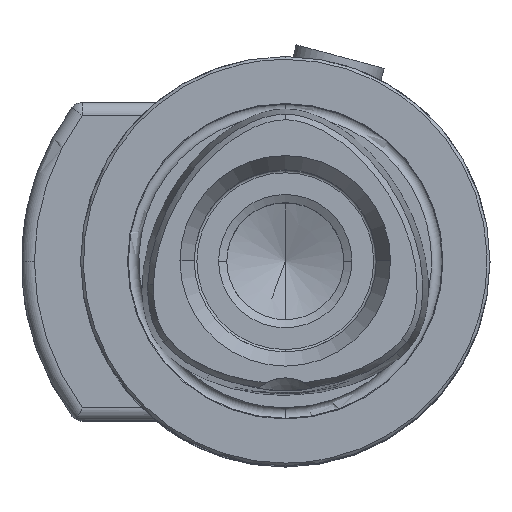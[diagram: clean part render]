
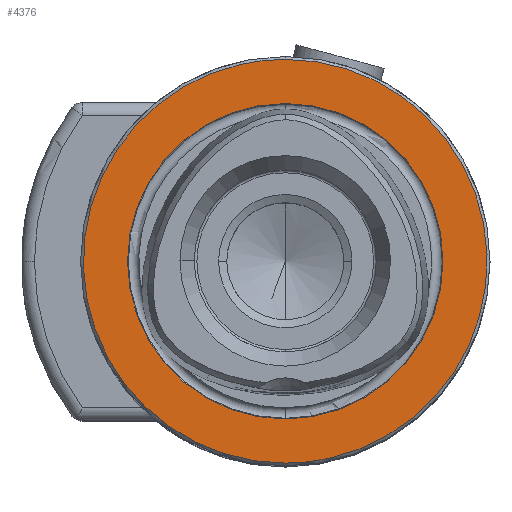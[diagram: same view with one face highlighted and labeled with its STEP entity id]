
A CAD part, top view. The second image highlights one B-rep face of the part: STEP entity #4376.
In plain terms, the highlighted planar face has unit normal (0, 0, 1).
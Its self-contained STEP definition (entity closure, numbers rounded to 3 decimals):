
#4249=AXIS2_PLACEMENT_3D('Circle Axis2P3D',#4247,#4248,$) ;
#4273=AXIS2_PLACEMENT_3D('Circle Axis2P3D',#4271,#4272,$) ;
#4310=AXIS2_PLACEMENT_3D('Plane Axis2P3D',#4307,#4308,#4309) ;
#4244=CARTESIAN_POINT('Vertex',(0.,24.264,0.)) ;
#4247=CARTESIAN_POINT('Axis2P3D Location',(0.,0.,0.)) ;
#4251=CARTESIAN_POINT('Vertex',(0.,-24.264,0.)) ;
#4271=CARTESIAN_POINT('Axis2P3D Location',(0.,0.,0.)) ;
#4307=CARTESIAN_POINT('Axis2P3D Location',(0.,23.45,0.)) ;
#4313=CARTESIAN_POINT('Control Point',(0.,31.06,0.)) ;
#4314=CARTESIAN_POINT('Control Point',(3.003,31.06,0.)) ;
#4315=CARTESIAN_POINT('Control Point',(6.007,30.697,0.)) ;
#4316=CARTESIAN_POINT('Control Point',(8.951,29.971,0.)) ;
#4317=CARTESIAN_POINT('Control Point',(14.607,27.822,0.)) ;
#4318=CARTESIAN_POINT('Control Point',(19.588,24.387,0.)) ;
#4319=CARTESIAN_POINT('Control Point',(21.858,22.375,0.)) ;
#4320=CARTESIAN_POINT('Control Point',(25.866,17.843,0.)) ;
#4321=CARTESIAN_POINT('Control Point',(28.679,12.486,0.)) ;
#4322=CARTESIAN_POINT('Control Point',(29.753,9.65,0.)) ;
#4323=CARTESIAN_POINT('Control Point',(31.196,3.774,0.)) ;
#4324=CARTESIAN_POINT('Control Point',(31.196,-2.276,0.)) ;
#4325=CARTESIAN_POINT('Control Point',(30.829,-5.287,0.)) ;
#4326=CARTESIAN_POINT('Control Point',(29.375,-11.16,0.)) ;
#4327=CARTESIAN_POINT('Control Point',(26.563,-16.517,0.)) ;
#4328=CARTESIAN_POINT('Control Point',(24.838,-19.012,0.)) ;
#4329=CARTESIAN_POINT('Control Point',(20.82,-23.536,0.)) ;
#4330=CARTESIAN_POINT('Control Point',(15.84,-26.972,0.)) ;
#4331=CARTESIAN_POINT('Control Point',(13.153,-28.379,0.)) ;
#4332=CARTESIAN_POINT('Control Point',(8.914,-29.98,0.)) ;
#4333=CARTESIAN_POINT('Control Point',(4.48,-30.79,0.)) ;
#4334=CARTESIAN_POINT('Control Point',(2.992,-30.97,0.)) ;
#4335=CARTESIAN_POINT('Control Point',(1.496,-31.06,0.)) ;
#4336=CARTESIAN_POINT('Control Point',(0.,-31.06,0.)) ;
#4337=CARTESIAN_POINT('Vertex',(0.,31.06,0.)) ;
#4339=CARTESIAN_POINT('Vertex',(0.,-31.06,0.)) ;
#4343=CARTESIAN_POINT('Control Point',(0.,-31.06,0.)) ;
#4344=CARTESIAN_POINT('Control Point',(-3.003,-31.06,0.)) ;
#4345=CARTESIAN_POINT('Control Point',(-6.007,-30.697,0.)) ;
#4346=CARTESIAN_POINT('Control Point',(-8.951,-29.971,0.)) ;
#4347=CARTESIAN_POINT('Control Point',(-14.607,-27.822,0.)) ;
#4348=CARTESIAN_POINT('Control Point',(-19.588,-24.387,0.)) ;
#4349=CARTESIAN_POINT('Control Point',(-21.858,-22.375,0.)) ;
#4350=CARTESIAN_POINT('Control Point',(-25.866,-17.843,0.)) ;
#4351=CARTESIAN_POINT('Control Point',(-28.679,-12.486,0.)) ;
#4352=CARTESIAN_POINT('Control Point',(-29.753,-9.65,0.)) ;
#4353=CARTESIAN_POINT('Control Point',(-31.196,-3.774,0.)) ;
#4354=CARTESIAN_POINT('Control Point',(-31.196,2.276,0.)) ;
#4355=CARTESIAN_POINT('Control Point',(-30.829,5.287,0.)) ;
#4356=CARTESIAN_POINT('Control Point',(-29.375,11.16,0.)) ;
#4357=CARTESIAN_POINT('Control Point',(-26.563,16.517,0.)) ;
#4358=CARTESIAN_POINT('Control Point',(-24.838,19.012,0.)) ;
#4359=CARTESIAN_POINT('Control Point',(-20.82,23.536,0.)) ;
#4360=CARTESIAN_POINT('Control Point',(-15.84,26.972,0.)) ;
#4361=CARTESIAN_POINT('Control Point',(-13.153,28.379,0.)) ;
#4362=CARTESIAN_POINT('Control Point',(-8.914,29.98,0.)) ;
#4363=CARTESIAN_POINT('Control Point',(-4.48,30.79,0.)) ;
#4364=CARTESIAN_POINT('Control Point',(-2.992,30.97,0.)) ;
#4365=CARTESIAN_POINT('Control Point',(-1.496,31.06,0.)) ;
#4366=CARTESIAN_POINT('Control Point',(0.,31.06,0.)) ;
#4248=DIRECTION('Axis2P3D Direction',(-0.,0.,1.)) ;
#4272=DIRECTION('Axis2P3D Direction',(-0.,0.,1.)) ;
#4308=DIRECTION('Axis2P3D Direction',(-0.,0.,1.)) ;
#4309=DIRECTION('Axis2P3D XDirection',(0.,-1.,0.)) ;
#4369=ORIENTED_EDGE('',*,*,#4341,.F.) ;
#4370=ORIENTED_EDGE('',*,*,#4367,.F.) ;
#4373=ORIENTED_EDGE('',*,*,#4253,.T.) ;
#4374=ORIENTED_EDGE('',*,*,#4275,.T.) ;
#4375=FACE_BOUND('',#4372,.T.) ;
#4376=ADVANCED_FACE('NOCUT',(#4371,#4375),#4311,.T.) ;
#4312=B_SPLINE_CURVE_WITH_KNOTS('',5,(#4313,#4314,#4315,#4316,#4317,#4318,#4319,#4320,#4321,#4322,#4323,#4324,#4325,#4326,#4327,#4328,#4329,#4330,#4331,#4332,#4333,#4334,#4335,#4336),.UNSPECIFIED.,.F.,.U.,(6,3,3,3,3,3,3,6),(0.,21.236,42.473,63.709,84.945,106.182,127.418,137.995),.UNSPECIFIED.) ;
#4342=B_SPLINE_CURVE_WITH_KNOTS('',5,(#4343,#4344,#4345,#4346,#4347,#4348,#4349,#4350,#4351,#4352,#4353,#4354,#4355,#4356,#4357,#4358,#4359,#4360,#4361,#4362,#4363,#4364,#4365,#4366),.UNSPECIFIED.,.F.,.U.,(6,3,3,3,3,3,3,6),(0.,21.236,42.473,63.709,84.945,106.182,127.418,137.995),.UNSPECIFIED.) ;
#4250=CIRCLE('generated circle',#4249,24.264) ;
#4274=CIRCLE('generated circle',#4273,24.264) ;
#4253=EDGE_CURVE('',#4252,#4245,#4250,.F.) ;
#4275=EDGE_CURVE('',#4245,#4252,#4274,.F.) ;
#4341=EDGE_CURVE('',#4338,#4340,#4312,.T.) ;
#4367=EDGE_CURVE('',#4340,#4338,#4342,.T.) ;
#4368=EDGE_LOOP('',(#4369,#4370)) ;
#4372=EDGE_LOOP('',(#4373,#4374)) ;
#4371=FACE_OUTER_BOUND('',#4368,.T.) ;
#4311=PLANE('',#4310) ;
#4245=VERTEX_POINT('',#4244) ;
#4252=VERTEX_POINT('',#4251) ;
#4338=VERTEX_POINT('',#4337) ;
#4340=VERTEX_POINT('',#4339) ;
